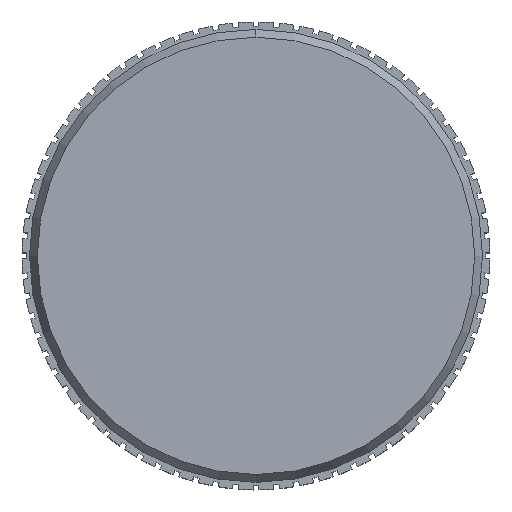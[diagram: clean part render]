
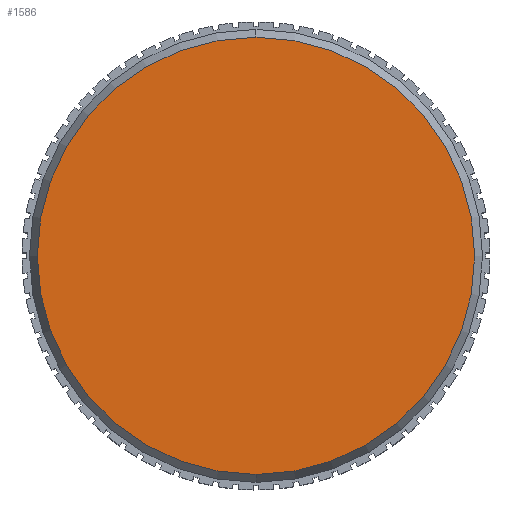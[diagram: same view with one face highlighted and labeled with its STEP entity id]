
A CAD part, top view. The second image highlights one B-rep face of the part: STEP entity #1586.
In plain terms, the highlighted planar face has unit normal (0, 0, 1).
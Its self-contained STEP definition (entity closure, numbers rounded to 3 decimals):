
#692 = DIRECTION ( 'NONE',  ( 0., 0., -1. ) ) ;
#696 = DIRECTION ( 'NONE',  ( 0., 1., 0. ) ) ;
#708 = CARTESIAN_POINT ( 'NONE',  ( 0., 0., 6.5 ) ) ;
#1175 = CARTESIAN_POINT ( 'NONE',  ( 0., -7.478, 6.5 ) ) ;
#1177 = CARTESIAN_POINT ( 'NONE',  ( 0., 7.478, 6.5 ) ) ;
#1586 = ADVANCED_FACE ( 'NONE', ( #8366 ), #3593, .T. ) ;
#3073 = EDGE_LOOP ( 'NONE', ( #9200, #9201 ) ) ;
#3584 = DIRECTION ( 'NONE',  ( 1., 0., 0. ) ) ;
#3585 = DIRECTION ( 'NONE',  ( 0., 0., 1. ) ) ;
#3590 = CARTESIAN_POINT ( 'NONE',  ( 0., 0., 6.5 ) ) ;
#3593 = PLANE ( 'NONE',  #5625 ) ;
#4235 = EDGE_CURVE ( 'NONE', #5125, #5124, #9646, .T. ) ;
#5124 = VERTEX_POINT ( 'NONE', #1177 ) ;
#5125 = VERTEX_POINT ( 'NONE', #1175 ) ;
#5625 = AXIS2_PLACEMENT_3D ( 'NONE', #3590, #3585, #3584 ) ;
#5876 = AXIS2_PLACEMENT_3D ( 'NONE', #6895, #6905, #6907 ) ;
#6080 = AXIS2_PLACEMENT_3D ( 'NONE', #708, #692, #696 ) ;
#6204 = EDGE_CURVE ( 'NONE', #5124, #5125, #9506, .T. ) ;
#6895 = CARTESIAN_POINT ( 'NONE',  ( 0., 0., 6.5 ) ) ;
#6905 = DIRECTION ( 'NONE',  ( 0., 0., -1. ) ) ;
#6907 = DIRECTION ( 'NONE',  ( 0., 1., 0. ) ) ;
#8366 = FACE_OUTER_BOUND ( 'NONE', #3073, .T. ) ;
#9200 = ORIENTED_EDGE ( 'NONE', *, *, #6204, .F. ) ;
#9201 = ORIENTED_EDGE ( 'NONE', *, *, #4235, .F. ) ;
#9506 = CIRCLE ( 'NONE', #6080, 7.478 ) ;
#9646 = CIRCLE ( 'NONE', #5876, 7.478 ) ;
